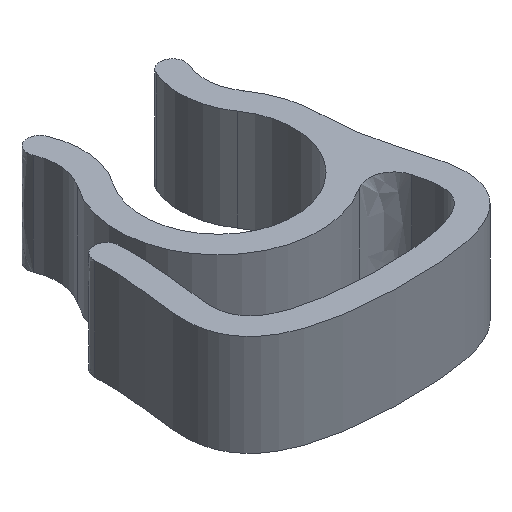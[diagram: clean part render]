
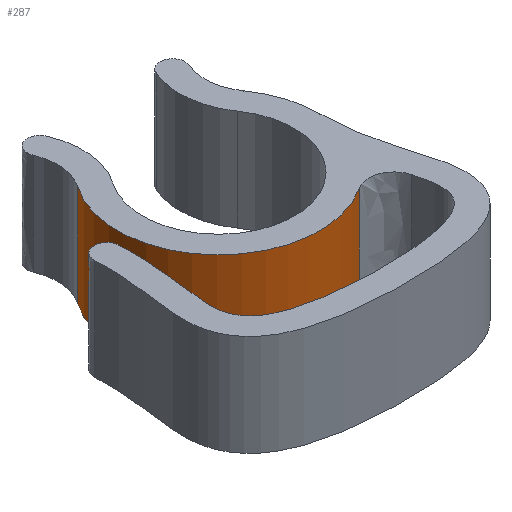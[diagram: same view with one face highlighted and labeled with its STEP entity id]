
A CAD part, isometric view. The second image highlights one B-rep face of the part: STEP entity #287.
In plain terms, the highlighted cylindrical face has radius 4 mm (diameter 8 mm), a partial arc.
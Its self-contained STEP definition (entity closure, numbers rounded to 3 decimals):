
#17=CYLINDRICAL_SURFACE('',#324,4.);
#22=CIRCLE('',#307,4.);
#35=CIRCLE('',#322,4.);
#41=LINE('',#857,#46);
#46=VECTOR('',#372,10.);
#61=FACE_OUTER_BOUND('',#76,.T.);
#76=EDGE_LOOP('',(#252,#253,#254,#255));
#84=B_SPLINE_CURVE_WITH_KNOTS('',3,(#435,#436,#437,#438),.UNSPECIFIED.,
 .F.,.F.,(4,4),(-0.4,0.),.UNSPECIFIED.);
#105=VERTEX_POINT('',#407);
#108=VERTEX_POINT('',#424);
#117=VERTEX_POINT('',#701);
#136=VERTEX_POINT('',#815);
#140=EDGE_CURVE('',#108,#105,#84,.T.);
#152=EDGE_CURVE('',#117,#105,#22,.T.);
#176=EDGE_CURVE('',#136,#108,#35,.T.);
#180=EDGE_CURVE('',#117,#136,#41,.T.);
#252=ORIENTED_EDGE('',*,*,#140,.F.);
#253=ORIENTED_EDGE('',*,*,#176,.F.);
#254=ORIENTED_EDGE('',*,*,#180,.F.);
#255=ORIENTED_EDGE('',*,*,#152,.T.);
#287=ADVANCED_FACE('',(#61),#17,.T.);
#307=AXIS2_PLACEMENT_3D('',#702,#334,#335);
#322=AXIS2_PLACEMENT_3D('',#817,#365,#366);
#324=AXIS2_PLACEMENT_3D('',#856,#370,#371);
#334=DIRECTION('center_axis',(0.,0.,1.));
#335=DIRECTION('ref_axis',(-0.819,0.574,0.));
#365=DIRECTION('center_axis',(0.,0.,1.));
#366=DIRECTION('ref_axis',(-0.819,0.574,0.));
#370=DIRECTION('center_axis',(0.,0.,1.));
#371=DIRECTION('ref_axis',(-0.819,0.574,0.));
#372=DIRECTION('',(0.,0.,1.));
#407=CARTESIAN_POINT('',(2.217,-3.33,0.));
#424=CARTESIAN_POINT('',(2.217,-3.33,4.));
#435=CARTESIAN_POINT('Ctrl Pts',(2.217,-3.33,4.));
#436=CARTESIAN_POINT('Ctrl Pts',(2.217,-3.33,2.667));
#437=CARTESIAN_POINT('Ctrl Pts',(2.217,-3.33,1.333));
#438=CARTESIAN_POINT('Ctrl Pts',(2.217,-3.33,0.));
#701=CARTESIAN_POINT('',(-3.277,2.294,0.));
#702=CARTESIAN_POINT('Origin',(0.,0.,0.));
#815=CARTESIAN_POINT('',(-3.277,2.294,4.));
#817=CARTESIAN_POINT('Origin',(0.,0.,4.));
#856=CARTESIAN_POINT('Origin',(0.,0.,0.));
#857=CARTESIAN_POINT('',(-3.277,2.294,0.));
